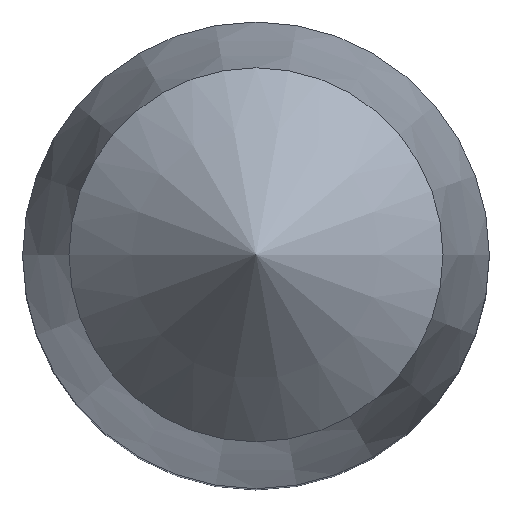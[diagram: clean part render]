
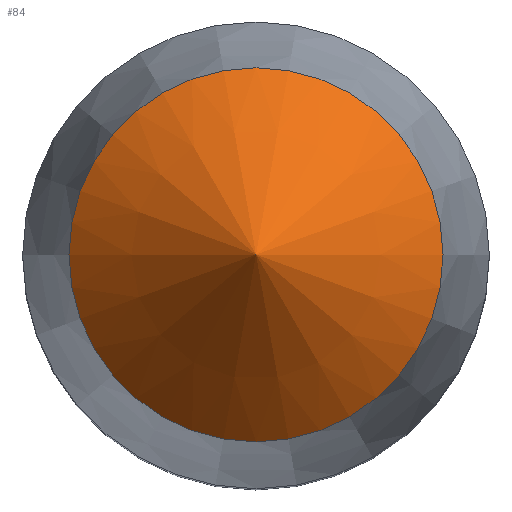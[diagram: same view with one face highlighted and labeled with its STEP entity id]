
A CAD part, top view. The second image highlights one B-rep face of the part: STEP entity #84.
In plain terms, the highlighted conical face has half-angle 45 degrees and reference radius 4.246 mm.
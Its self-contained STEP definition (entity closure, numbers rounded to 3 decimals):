
#34=VERTEX_LOOP('',#220);
#66=CONICAL_SURFACE('',#648,4.246,45.);
#84=ADVANCED_FACE('',(#104,#105),#66,.T.);
#104=FACE_BOUND('',#131,.T.);
#105=FACE_BOUND('',#34,.T.);
#131=EDGE_LOOP('',(#195));
#195=ORIENTED_EDGE('',*,*,#252,.F.);
#219=VERTEX_POINT('',#912);
#220=VERTEX_POINT('',#914);
#252=EDGE_CURVE('',#219,#219,#264,.T.);
#264=CIRCLE('',#646,3.262);
#646=AXIS2_PLACEMENT_3D('',#911,#766,#767);
#648=AXIS2_PLACEMENT_3D('',#915,#770,#771);
#766=DIRECTION('',(0.,0.,-1.));
#767=DIRECTION('',(1.,0.,0.));
#770=DIRECTION('',(0.,0.,-1.));
#771=DIRECTION('',(-1.,0.,0.));
#911=CARTESIAN_POINT('',(0.,0.,69.853));
#912=CARTESIAN_POINT('',(3.262,0.,69.853));
#914=CARTESIAN_POINT('',(0.,0.,73.115));
#915=CARTESIAN_POINT('',(0.,0.,68.869));
